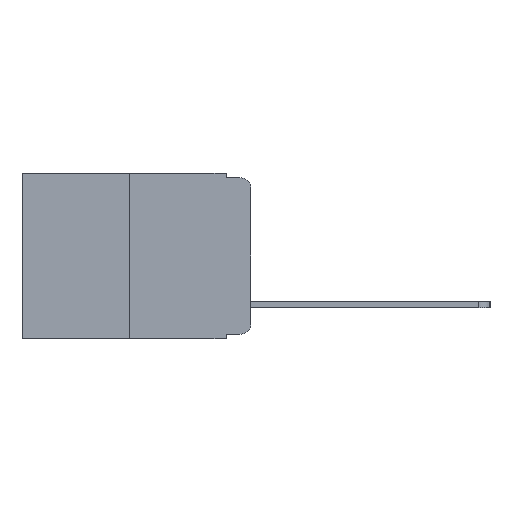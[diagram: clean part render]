
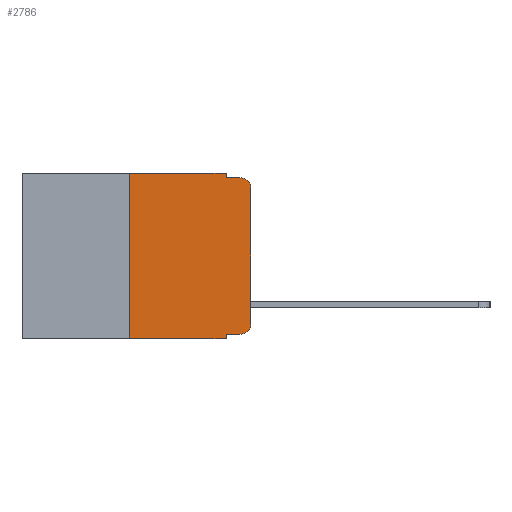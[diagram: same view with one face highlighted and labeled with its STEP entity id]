
A CAD part, left-side view. The second image highlights one B-rep face of the part: STEP entity #2786.
In plain terms, the highlighted planar face has unit normal (-1, 0, 0).
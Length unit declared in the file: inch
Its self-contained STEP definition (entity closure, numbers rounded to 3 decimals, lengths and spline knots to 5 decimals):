
#54 = EDGE_CURVE ( 'NONE', #6821, #12061, #11871, .T. ) ;
#447 = VERTEX_POINT ( 'NONE', #6772 ) ;
#1329 = LINE ( 'NONE', #2600, #10489 ) ;
#2014 = VECTOR ( 'NONE', #9846, 39.37008 ) ;
#2213 = VECTOR ( 'NONE', #13272, 39.37008 ) ;
#2314 = VECTOR ( 'NONE', #10448, 39.37008 ) ;
#2397 = EDGE_CURVE ( 'NONE', #8222, #6821, #8223, .T. ) ;
#2403 = LINE ( 'NONE', #5526, #14083 ) ;
#2422 = EDGE_CURVE ( 'NONE', #5412, #8222, #7183, .T. ) ;
#2519 = EDGE_CURVE ( 'NONE', #5412, #14827, #13425, .T. ) ;
#2547 = EDGE_CURVE ( 'NONE', #5139, #10902, #3838, .T. ) ;
#2600 = CARTESIAN_POINT ( 'NONE',  ( 0., 0.473, -0.343 ) ) ;
#2622 = EDGE_CURVE ( 'NONE', #447, #5836, #13914, .T. ) ;
#2631 = ORIENTED_EDGE ( 'NONE', *, *, #2422, .T. ) ;
#2645 = EDGE_CURVE ( 'NONE', #12061, #11558, #4846, .T. ) ;
#2757 = EDGE_CURVE ( 'NONE', #5836, #11558, #14403, .T. ) ;
#2786 = ADVANCED_FACE ( 'NONE', ( #10987 ), #6879, .F. ) ;
#3455 = ORIENTED_EDGE ( 'NONE', *, *, #2397, .T. ) ;
#3488 = AXIS2_PLACEMENT_3D ( 'NONE', #6570, #3970, #3986 ) ;
#3838 = LINE ( 'NONE', #14767, #7005 ) ;
#3908 = DIRECTION ( 'NONE',  ( 0., -1., 0. ) ) ;
#3970 = DIRECTION ( 'NONE',  ( 1., 0., 0. ) ) ;
#3986 = DIRECTION ( 'NONE',  ( 0., 0., -1. ) ) ;
#4276 = CARTESIAN_POINT ( 'NONE',  ( 0., 0.02, -0.333 ) ) ;
#4846 = CIRCLE ( 'NONE', #14472, 0.02 ) ;
#5139 = VERTEX_POINT ( 'NONE', #6672 ) ;
#5232 = ORIENTED_EDGE ( 'NONE', *, *, #2547, .F. ) ;
#5412 = VERTEX_POINT ( 'NONE', #13382 ) ;
#5526 = CARTESIAN_POINT ( 'NONE',  ( 0., 0.473, 0. ) ) ;
#5836 = VERTEX_POINT ( 'NONE', #9523 ) ;
#5895 = CARTESIAN_POINT ( 'NONE',  ( 0., 0.051, 0. ) ) ;
#6570 = CARTESIAN_POINT ( 'NONE',  ( 0., 0.473, 0. ) ) ;
#6672 = CARTESIAN_POINT ( 'NONE',  ( 0., 0.25, -0.343 ) ) ;
#6772 = CARTESIAN_POINT ( 'NONE',  ( 0., 0.051, 0. ) ) ;
#6821 = VERTEX_POINT ( 'NONE', #13714 ) ;
#6845 = ORIENTED_EDGE ( 'NONE', *, *, #54, .T. ) ;
#6879 = PLANE ( 'NONE',  #3488 ) ;
#7005 = VECTOR ( 'NONE', #14813, 39.37008 ) ;
#7179 = ORIENTED_EDGE ( 'NONE', *, *, #2757, .F. ) ;
#7183 = LINE ( 'NONE', #13624, #12617 ) ;
#7678 = CARTESIAN_POINT ( 'NONE',  ( 0., 0.25, 0. ) ) ;
#7932 = DIRECTION ( 'NONE',  ( 0., 0., -1. ) ) ;
#8028 = CARTESIAN_POINT ( 'NONE',  ( 0., 0.051, 0. ) ) ;
#8081 = EDGE_LOOP ( 'NONE', ( #6845, #9810, #7179, #13269, #13594, #5232, #8562, #14265, #2631, #3455 ) ) ;
#8222 = VERTEX_POINT ( 'NONE', #4276 ) ;
#8223 = CIRCLE ( 'NONE', #12189, 0.02 ) ;
#8394 = VECTOR ( 'NONE', #7932, 39.37008 ) ;
#8395 = DIRECTION ( 'NONE',  ( 0., 0., -1. ) ) ;
#8562 = ORIENTED_EDGE ( 'NONE', *, *, #12119, .T. ) ;
#9523 = CARTESIAN_POINT ( 'NONE',  ( 0., 0.051, -0.01 ) ) ;
#9698 = CARTESIAN_POINT ( 'NONE',  ( 0., 0., 0. ) ) ;
#9810 = ORIENTED_EDGE ( 'NONE', *, *, #2645, .T. ) ;
#9846 = DIRECTION ( 'NONE',  ( 0., -1., 0. ) ) ;
#9951 = CARTESIAN_POINT ( 'NONE',  ( 0., 0.051, -0.01 ) ) ;
#10448 = DIRECTION ( 'NONE',  ( 0., 0., 1. ) ) ;
#10489 = VECTOR ( 'NONE', #3908, 39.37008 ) ;
#10812 = DIRECTION ( 'NONE',  ( -1., 0., 0. ) ) ;
#10839 = CARTESIAN_POINT ( 'NONE',  ( 0., 0.02, -0.03 ) ) ;
#10902 = VERTEX_POINT ( 'NONE', #7678 ) ;
#10987 = FACE_OUTER_BOUND ( 'NONE', #8081, .T. ) ;
#11058 = EDGE_CURVE ( 'NONE', #10902, #447, #2403, .T. ) ;
#11558 = VERTEX_POINT ( 'NONE', #14289 ) ;
#11705 = CARTESIAN_POINT ( 'NONE',  ( 0., 0., -0.03 ) ) ;
#11871 = LINE ( 'NONE', #9698, #2314 ) ;
#12061 = VERTEX_POINT ( 'NONE', #11705 ) ;
#12073 = DIRECTION ( 'NONE',  ( 0., 0., -1. ) ) ;
#12119 = EDGE_CURVE ( 'NONE', #5139, #14827, #1329, .T. ) ;
#12189 = AXIS2_PLACEMENT_3D ( 'NONE', #13949, #12450, #12073 ) ;
#12450 = DIRECTION ( 'NONE',  ( -1., 0., 0. ) ) ;
#12617 = VECTOR ( 'NONE', #12892, 39.37008 ) ;
#12892 = DIRECTION ( 'NONE',  ( 0., -1., 0. ) ) ;
#13269 = ORIENTED_EDGE ( 'NONE', *, *, #2622, .F. ) ;
#13272 = DIRECTION ( 'NONE',  ( 0., 0., -1. ) ) ;
#13382 = CARTESIAN_POINT ( 'NONE',  ( 0., 0.051, -0.333 ) ) ;
#13425 = LINE ( 'NONE', #8028, #8394 ) ;
#13594 = ORIENTED_EDGE ( 'NONE', *, *, #11058, .F. ) ;
#13624 = CARTESIAN_POINT ( 'NONE',  ( 0., 0.051, -0.333 ) ) ;
#13644 = CARTESIAN_POINT ( 'NONE',  ( 0., 0.051, -0.343 ) ) ;
#13714 = CARTESIAN_POINT ( 'NONE',  ( 0., 0., -0.313 ) ) ;
#13914 = LINE ( 'NONE', #5895, #2213 ) ;
#13949 = CARTESIAN_POINT ( 'NONE',  ( 0., 0.02, -0.313 ) ) ;
#14083 = VECTOR ( 'NONE', #14234, 39.37008 ) ;
#14234 = DIRECTION ( 'NONE',  ( 0., -1., 0. ) ) ;
#14265 = ORIENTED_EDGE ( 'NONE', *, *, #2519, .F. ) ;
#14289 = CARTESIAN_POINT ( 'NONE',  ( 0., 0.02, -0.01 ) ) ;
#14403 = LINE ( 'NONE', #9951, #2014 ) ;
#14472 = AXIS2_PLACEMENT_3D ( 'NONE', #10839, #10812, #8395 ) ;
#14767 = CARTESIAN_POINT ( 'NONE',  ( 0., 0.25, 0. ) ) ;
#14813 = DIRECTION ( 'NONE',  ( 0., 0., 1. ) ) ;
#14827 = VERTEX_POINT ( 'NONE', #13644 ) ;
